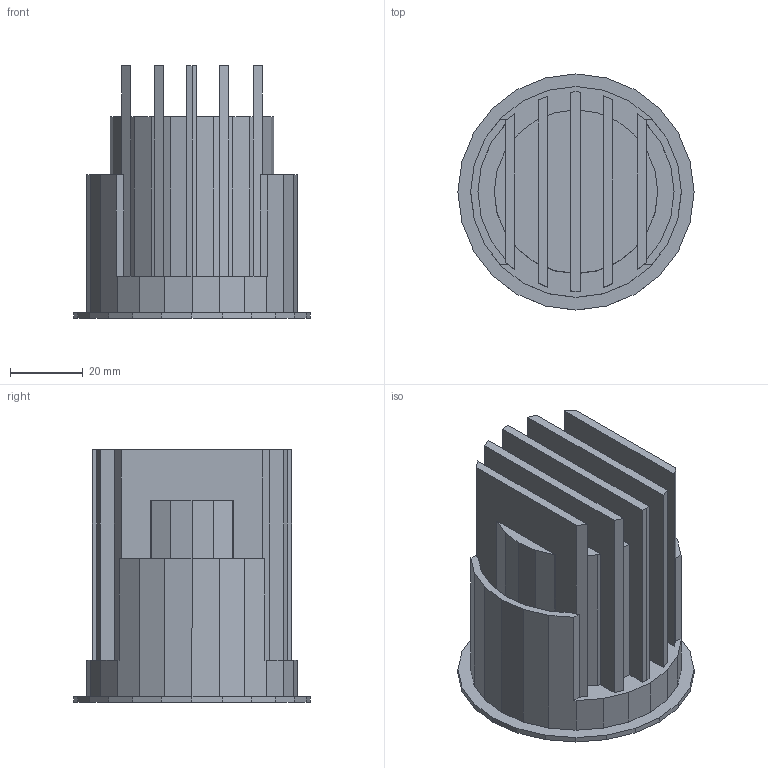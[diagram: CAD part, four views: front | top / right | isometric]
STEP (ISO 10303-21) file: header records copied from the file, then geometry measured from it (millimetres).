
FILE_DESCRIPTION(/* description */ ('This is a sample STEP configuration'),/* implementation_level */ '2;1');
FILE_NAME(/* name */ '684-0030xxxxxxxxx SIMPLE.ipt_Rev_00.stp',/* time_stamp */ '2023-11-23T13:59:08+01:00',/* author */ ('powerJobs'),/* organization */ ('coolOrange'),/* preprocessor_version */ 'ST-DEVELOPER v19.2',/* originating_system */ 'Autodesk Inventor 2023',/* authorisation */ '');
FILE_SCHEMA (('AUTOMOTIVE_DESIGN { 1 0 10303 214 3 1 1 }'));
Length unit declared in the file: millimetre
Products named in the file (1): ENG000031164
Bounding box: 65 x 65 x 69.5 mm (x, y, z)
Volume: 86204.1 mm3; surface area: 34426.1 mm2
Topology: 1 solids, 1 shells, 187 faces, 546 edges, 364 vertices
Faces by surface type: plane 187
Entity records: 6103 total; most frequent: CARTESIAN_POINT 1098, ORIENTED_EDGE 1092, DIRECTION 922, LINE 546, VECTOR 546, EDGE_CURVE 546, VERTEX_POINT 364, EDGE_LOOP 190
